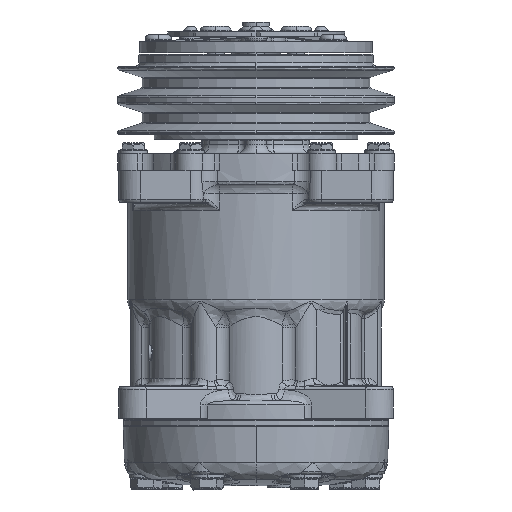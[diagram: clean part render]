
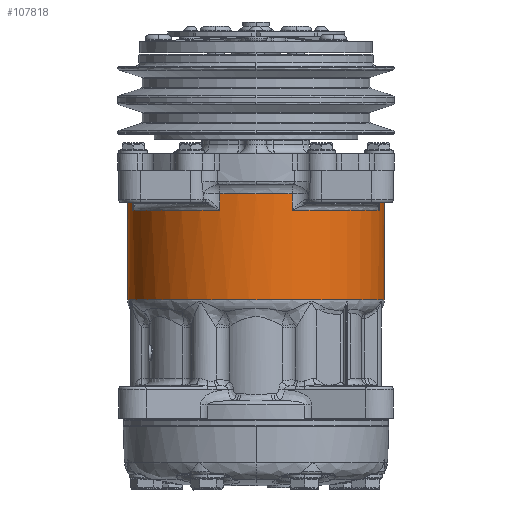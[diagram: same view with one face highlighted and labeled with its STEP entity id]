
A CAD part, front view. The second image highlights one B-rep face of the part: STEP entity #107818.
In plain terms, the highlighted cylindrical face has radius 58 mm (diameter 116 mm), a partial arc.
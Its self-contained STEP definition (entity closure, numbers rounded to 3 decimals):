
#3731 = CARTESIAN_POINT ( 'NONE',  ( -16.346, -55.649, 99.995 ) ) ;
#4735 = CARTESIAN_POINT ( 'NONE',  ( 16.344, -55.649, 99.995 ) ) ;
#4981 = CARTESIAN_POINT ( 'NONE',  ( 55.649, -16.345, 99.995 ) ) ;
#6678 = VERTEX_POINT ( 'NONE', #116782 ) ;
#7470 = EDGE_CURVE ( 'NONE', #6678, #15887, #116826, .T. ) ;
#8975 = VERTEX_POINT ( 'NONE', #117130 ) ;
#10860 = VERTEX_POINT ( 'NONE', #117944 ) ;
#10891 = EDGE_CURVE ( 'NONE', #8975, #10860, #118103, .T. ) ;
#14287 = VERTEX_POINT ( 'NONE', #123578 ) ;
#14290 = VERTEX_POINT ( 'NONE', #123574 ) ;
#15549 = EDGE_CURVE ( 'NONE', #14287, #14290, #123875, .T. ) ;
#15887 = VERTEX_POINT ( 'NONE', #123993 ) ;
#16058 = EDGE_CURVE ( 'NONE', #15887, #16670, #124095, .T. ) ;
#16167 = CARTESIAN_POINT ( 'NONE',  ( 55.649, -16.345, 107.417 ) ) ;
#16547 = CARTESIAN_POINT ( 'NONE',  ( -16.346, -55.649, 107.417 ) ) ;
#16670 = VERTEX_POINT ( 'NONE', #124740 ) ;
#16784 = CARTESIAN_POINT ( 'NONE',  ( 16.344, -55.649, 107.417 ) ) ;
#18079 = DIRECTION ( 'NONE',  ( 0., 0., 1. ) ) ;
#18084 = VECTOR ( 'NONE', #18079, 1000. ) ;
#18085 = CARTESIAN_POINT ( 'NONE',  ( 16.344, -55.649, 118.995 ) ) ;
#18086 = LINE ( 'NONE', #18085, #18084 ) ;
#18204 = DIRECTION ( 'NONE',  ( 1., 0., 0. ) ) ;
#18205 = DIRECTION ( 'NONE',  ( 0., 0., -1. ) ) ;
#18206 = CARTESIAN_POINT ( 'NONE',  ( -0.001, 0., 99.995 ) ) ;
#18207 = AXIS2_PLACEMENT_3D ( 'NONE', #18206, #18205, #18204 ) ;
#18208 = CIRCLE ( 'NONE', #18207, 58. ) ;
#18424 = CARTESIAN_POINT ( 'NONE',  ( -0.001, 0., 99.995 ) ) ;
#18427 = CIRCLE ( 'NONE', #18438, 58. ) ;
#18436 = DIRECTION ( 'NONE',  ( 1., 0., 0. ) ) ;
#18437 = DIRECTION ( 'NONE',  ( 0., 0., -1. ) ) ;
#18438 = AXIS2_PLACEMENT_3D ( 'NONE', #18424, #18437, #18436 ) ;
#18468 = DIRECTION ( 'NONE',  ( 0., 0., -1. ) ) ;
#18469 = VECTOR ( 'NONE', #18468, 1000. ) ;
#18477 = CARTESIAN_POINT ( 'NONE',  ( -16.346, -55.649, 118.995 ) ) ;
#18478 = LINE ( 'NONE', #18477, #18469 ) ;
#18614 = DIRECTION ( 'NONE',  ( 0., 0., -1. ) ) ;
#18615 = VECTOR ( 'NONE', #18614, 1000. ) ;
#18616 = CARTESIAN_POINT ( 'NONE',  ( 55.649, -16.345, 118.995 ) ) ;
#18622 = LINE ( 'NONE', #18616, #18615 ) ;
#18919 = CARTESIAN_POINT ( 'NONE',  ( -0.001, 0., 59.495 ) ) ;
#18920 = AXIS2_PLACEMENT_3D ( 'NONE', #18919, #18947, #18946 ) ;
#18921 = CIRCLE ( 'NONE', #18920, 58. ) ;
#18946 = DIRECTION ( 'NONE',  ( 1., 0., 0. ) ) ;
#18947 = DIRECTION ( 'NONE',  ( 0., 0., 1. ) ) ;
#22531 = CARTESIAN_POINT ( 'NONE',  ( -0.001, 0., 107.417 ) ) ;
#22532 = AXIS2_PLACEMENT_3D ( 'NONE', #22531, #22549, #22594 ) ;
#22549 = DIRECTION ( 'NONE',  ( 0., 0., -1. ) ) ;
#22551 = CIRCLE ( 'NONE', #22532, 58. ) ;
#22594 = DIRECTION ( 'NONE',  ( 1., 0., 0. ) ) ;
#23332 = CIRCLE ( 'NONE', #23383, 58. ) ;
#23334 = CARTESIAN_POINT ( 'NONE',  ( -0.001, 0., 107.417 ) ) ;
#23378 = DIRECTION ( 'NONE',  ( 1., 0., 0. ) ) ;
#23379 = DIRECTION ( 'NONE',  ( 0., 0., -1. ) ) ;
#23383 = AXIS2_PLACEMENT_3D ( 'NONE', #23334, #23379, #23378 ) ;
#24742 = DIRECTION ( 'NONE',  ( 1., 0., 0. ) ) ;
#24743 = DIRECTION ( 'NONE',  ( 0., 0., -1. ) ) ;
#24746 = CARTESIAN_POINT ( 'NONE',  ( -0.001, 0., 107.417 ) ) ;
#24753 = CIRCLE ( 'NONE', #24755, 58. ) ;
#24755 = AXIS2_PLACEMENT_3D ( 'NONE', #24746, #24743, #24742 ) ;
#29972 = CYLINDRICAL_SURFACE ( 'NONE', #30028, 58. ) ;
#30016 = DIRECTION ( 'NONE',  ( 1., 0., 0. ) ) ;
#30021 = DIRECTION ( 'NONE',  ( 0., 0., 1. ) ) ;
#30022 = CARTESIAN_POINT ( 'NONE',  ( -0.001, 0., 118.995 ) ) ;
#30024 = FACE_OUTER_BOUND ( 'NONE', #107758, .T. ) ;
#30028 = AXIS2_PLACEMENT_3D ( 'NONE', #30022, #30021, #30016 ) ;
#100585 = VERTEX_POINT ( 'NONE', #3731 ) ;
#100656 = VERTEX_POINT ( 'NONE', #4735 ) ;
#100749 = VERTEX_POINT ( 'NONE', #4981 ) ;
#102840 = VERTEX_POINT ( 'NONE', #16167 ) ;
#103095 = VERTEX_POINT ( 'NONE', #16547 ) ;
#103252 = VERTEX_POINT ( 'NONE', #16784 ) ;
#103833 = EDGE_CURVE ( 'NONE', #100656, #103252, #18086, .T. ) ;
#103929 = EDGE_CURVE ( 'NONE', #100585, #8975, #18208, .T. ) ;
#104045 = EDGE_CURVE ( 'NONE', #100749, #100656, #18427, .T. ) ;
#104089 = EDGE_CURVE ( 'NONE', #103095, #100585, #18478, .T. ) ;
#104166 = EDGE_CURVE ( 'NONE', #102840, #100749, #18622, .T. ) ;
#104433 = EDGE_CURVE ( 'NONE', #14287, #6678, #18921, .T. ) ;
#105304 = EDGE_CURVE ( 'NONE', #16670, #102840, #22551, .T. ) ;
#105492 = EDGE_CURVE ( 'NONE', #103252, #103095, #23332, .T. ) ;
#105929 = EDGE_CURVE ( 'NONE', #10860, #14290, #24753, .T. ) ;
#107758 = EDGE_LOOP ( 'NONE', ( #107825, #107801, #107820, #107836, #107865, #107767, #107831, #107916, #107837, #107924, #107910, #107930, #107920 ) ) ;
#107767 = ORIENTED_EDGE ( 'NONE', *, *, #104166, .T. ) ;
#107801 = ORIENTED_EDGE ( 'NONE', *, *, #104433, .T. ) ;
#107818 = ADVANCED_FACE ( 'NONE', ( #30024 ), #29972, .T. ) ;
#107820 = ORIENTED_EDGE ( 'NONE', *, *, #7470, .T. ) ;
#107825 = ORIENTED_EDGE ( 'NONE', *, *, #15549, .F. ) ;
#107831 = ORIENTED_EDGE ( 'NONE', *, *, #104045, .T. ) ;
#107836 = ORIENTED_EDGE ( 'NONE', *, *, #16058, .T. ) ;
#107837 = ORIENTED_EDGE ( 'NONE', *, *, #105492, .T. ) ;
#107865 = ORIENTED_EDGE ( 'NONE', *, *, #105304, .T. ) ;
#107910 = ORIENTED_EDGE ( 'NONE', *, *, #103929, .T. ) ;
#107916 = ORIENTED_EDGE ( 'NONE', *, *, #103833, .T. ) ;
#107920 = ORIENTED_EDGE ( 'NONE', *, *, #105929, .T. ) ;
#107924 = ORIENTED_EDGE ( 'NONE', *, *, #104089, .T. ) ;
#107930 = ORIENTED_EDGE ( 'NONE', *, *, #10891, .T. ) ;
#116782 = CARTESIAN_POINT ( 'NONE',  ( 41.011, -41.012, 59.495 ) ) ;
#116826 = CIRCLE ( 'NONE', #117016, 58. ) ;
#117011 = DIRECTION ( 'NONE',  ( 1., 0., 0. ) ) ;
#117013 = DIRECTION ( 'NONE',  ( 0., 0., 1. ) ) ;
#117014 = CARTESIAN_POINT ( 'NONE',  ( -0.001, 0., 59.495 ) ) ;
#117016 = AXIS2_PLACEMENT_3D ( 'NONE', #117014, #117013, #117011 ) ;
#117130 = CARTESIAN_POINT ( 'NONE',  ( -55.65, -16.345, 99.995 ) ) ;
#117944 = CARTESIAN_POINT ( 'NONE',  ( -55.65, -16.345, 107.417 ) ) ;
#118043 = DIRECTION ( 'NONE',  ( 0., 0., 1. ) ) ;
#118045 = VECTOR ( 'NONE', #118043, 1000. ) ;
#118046 = CARTESIAN_POINT ( 'NONE',  ( -55.65, -16.345, 118.995 ) ) ;
#118103 = LINE ( 'NONE', #118046, #118045 ) ;
#123574 = CARTESIAN_POINT ( 'NONE',  ( -58.001, 0., 107.417 ) ) ;
#123578 = CARTESIAN_POINT ( 'NONE',  ( -58.001, 0., 59.495 ) ) ;
#123875 = LINE ( 'NONE', #123945, #123943 ) ;
#123941 = DIRECTION ( 'NONE',  ( 0., 0., 1. ) ) ;
#123943 = VECTOR ( 'NONE', #123941, 1000. ) ;
#123945 = CARTESIAN_POINT ( 'NONE',  ( -58.001, 0., 118.995 ) ) ;
#123993 = CARTESIAN_POINT ( 'NONE',  ( 57.999, 0., 59.495 ) ) ;
#124085 = DIRECTION ( 'NONE',  ( 0., 0., 1. ) ) ;
#124093 = VECTOR ( 'NONE', #124085, 1000. ) ;
#124094 = CARTESIAN_POINT ( 'NONE',  ( 57.999, 0., 118.995 ) ) ;
#124095 = LINE ( 'NONE', #124094, #124093 ) ;
#124740 = CARTESIAN_POINT ( 'NONE',  ( 57.999, 0., 107.417 ) ) ;
